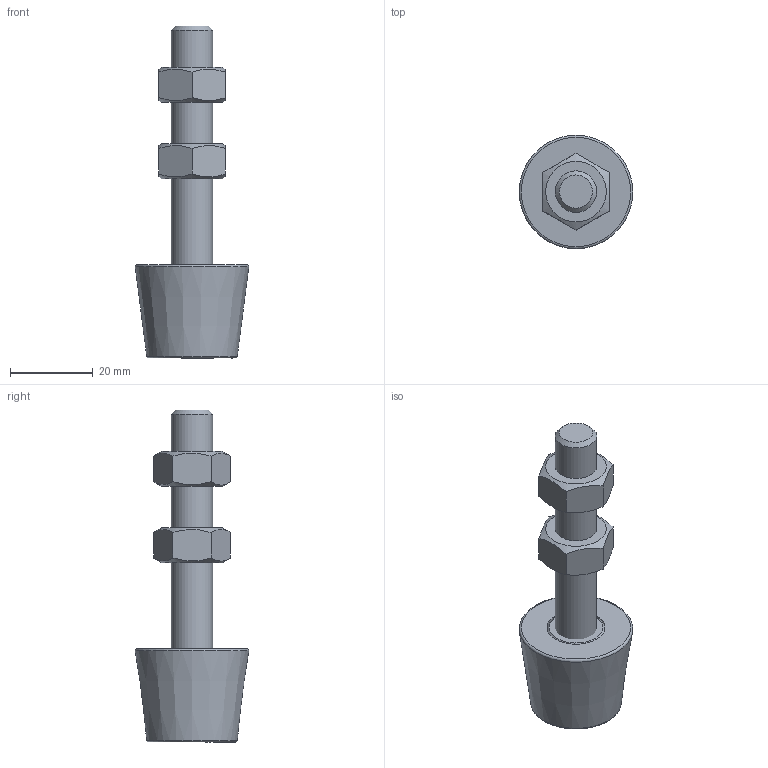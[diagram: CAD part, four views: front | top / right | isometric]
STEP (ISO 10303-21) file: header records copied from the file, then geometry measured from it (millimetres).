
FILE_DESCRIPTION(/* description */ (''),/* implementation_level */ '2;1');
FILE_NAME(/* name */ 'NM1080.stp',/* time_stamp */ '2021-11-04T12:11:42+00:00',/* author */ ('Sandfield Engineering'),/* organization */ ('Sandfield Engineering'),/* preprocessor_version */ 'ST-DEVELOPER v18.1',/* originating_system */ 'Autodesk Inventor 2021',/* authorisation */ '');
FILE_SCHEMA (('AUTOMOTIVE_DESIGN { 1 0 10303 214 3 1 1 }'));
Length unit declared in the file: millimetre
Products named in the file (6): NM1080; NM1080 THREADED BAR; NM10; NEOPRENE CAP TO SUIT M10 INSERT; A; ISO 4032 - M10
Assembly tree (6 placements, depth 3):
  NM1080
    NM1080 THREADED BAR
    NM10
      NEOPRENE CAP TO SUIT M10 INSERT
      A
    ISO 4032 - M10  x2
Bounding box: 27.36 x 27.36 x 80 mm (x, y, z)
Volume: 17882.2 mm3; surface area: 8808.8 mm2
Topology: 5 solids, 5 shells, 50 faces, 120 edges, 83 vertices
Faces by surface type: plane 25, cone 15, cylinder 8, torus 2
Full cylindrical faces by diameter (mm): 8.376 x3, 10 x1, 13 x1, 14 x3
Entity records: 1342 total; most frequent: DIRECTION 224, CARTESIAN_POINT 222, ORIENTED_EDGE 174, AXIS2_PLACEMENT_3D 100, EDGE_CURVE 87, VERTEX_POINT 62, CIRCLE 51, EDGE_LOOP 43
